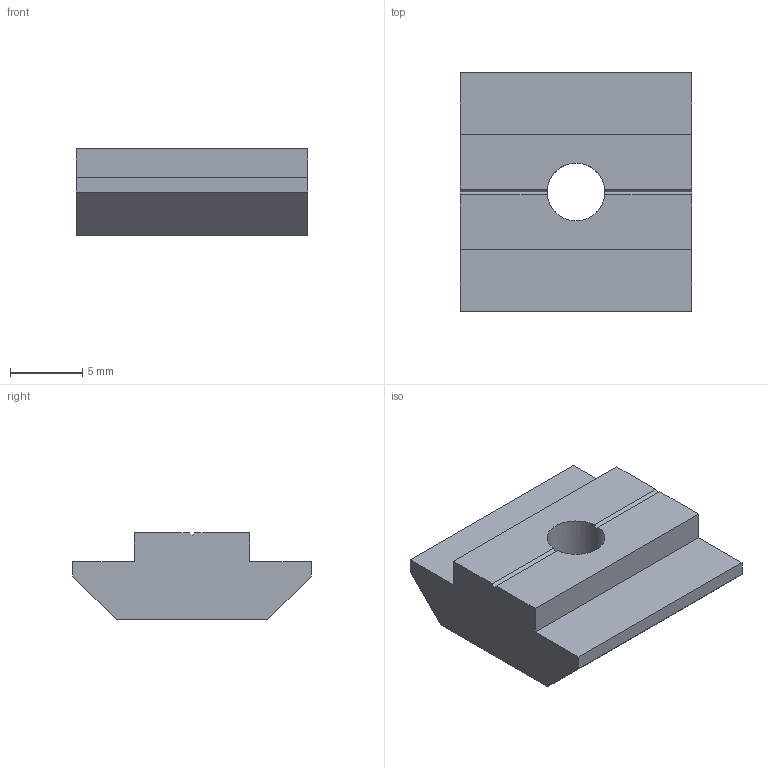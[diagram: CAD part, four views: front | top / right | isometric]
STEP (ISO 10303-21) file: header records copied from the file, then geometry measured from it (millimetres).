
FILE_DESCRIPTION(('STEP AP214'),'1');
FILE_NAME('cctmp_0CF307DE-4596-4AA9-8D8E-F2AD7E1373A0_2020_1_9_16_35_33_279..stp','2020-01-09T15:35:33',('Bosch Rexroth AG'),('CADClick - www.CADClick.com'),'Spatial InterOp 3D',' ','unknown authorization - (Healing Option Enabled)');
FILE_SCHEMA(('AUTOMOTIVE_DESIGN'));
Length unit declared in the file: millimetre
Products named in the file (1): 2020_01_09__16-35-33-279
Bounding box: 16 x 16.5 x 6 mm (x, y, z)
Volume: 1092.1 mm3; surface area: 861.9 mm2
Topology: 1 solids, 1 shells, 19 faces, 52 edges, 34 vertices
Faces by surface type: plane 17, cylinder 2
Entity records: 786 total; most frequent: CARTESIAN_POINT 126, ORIENTED_EDGE 104, DIRECTION 92, EDGE_CURVE 52, LINE 44, VECTOR 44, VERTEX_POINT 34, AXIS2_PLACEMENT_3D 24
